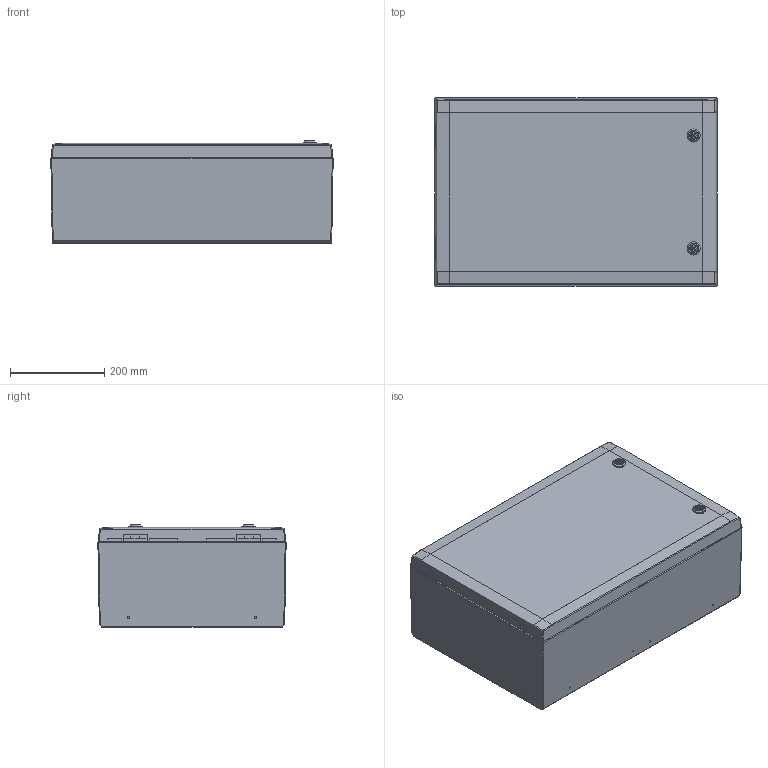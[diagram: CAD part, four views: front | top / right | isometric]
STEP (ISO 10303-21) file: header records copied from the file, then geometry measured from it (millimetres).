
FILE_DESCRIPTION (( 'STEP AP203' ), '1' );
FILE_NAME ('ARCA 406021 No MP.STEP', '2022-07-27T12:41:19', ( '' ), ( '' ), 'SwSTEP 2.0', 'SolidWorks 2021', '' );
FILE_SCHEMA (( 'CONFIG_CONTROL_DESIGN' ));
Length unit declared in the file: millimetre
Products named in the file (12): 1000-102A-D_ASM; ARCA IEC DB small; Cabinet 406003 Cover; Lock Cam as OPEN position; ARCA 406021 No MP; 1000-02; Cabinet hinge small_1; 1000-102A-1X_AF0; Cabinet 604018 Base; NewCab Lock Cam; 1000-u187-n2_asm; 1000-102A-2X
Assembly tree (14 placements, depth 4):
  ARCA 406021 No MP
    Cabinet 604018 Base
    Cabinet hinge small_1  x2
    Cabinet 406003 Cover
    ARCA IEC DB small  x2
      1000-102A-D_ASM
        1000-102A-1X_AF0
        1000-102A-2X
      1000-02
      1000-u187-n2_asm
      NewCab Lock Cam
    Lock Cam as OPEN position  x2
Bounding box: 600 x 400 x 217.2 mm (x, y, z)
Volume: 4175707 mm3; surface area: 2249972.2 mm2
Topology: 18 solids, 18 shells, 2854 faces, 7140 edges, 4600 vertices
Faces by surface type: plane 1824, cylinder 522, cone 336, bspline 108, torus 52, sphere 12
Entity records: 73142 total; most frequent: CARTESIAN_POINT 16757, ORIENTED_EDGE 11532, DIRECTION 10923, EDGE_CURVE 5766, VECTOR 4237, LINE 4237, VERTEX_POINT 3752, AXIS2_PLACEMENT_3D 3343
